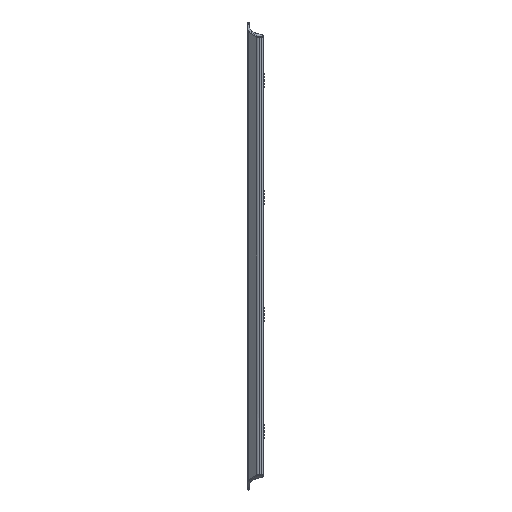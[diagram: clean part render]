
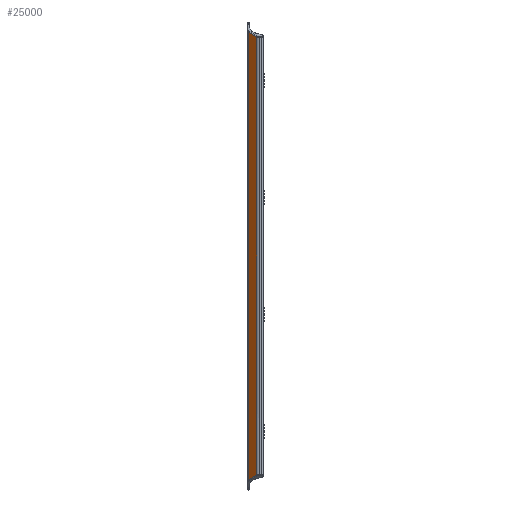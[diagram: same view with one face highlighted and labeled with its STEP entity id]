
A CAD part, left-side view. The second image highlights one B-rep face of the part: STEP entity #25000.
In plain terms, the highlighted planar face has unit normal (-0.707, 0.707, 0).
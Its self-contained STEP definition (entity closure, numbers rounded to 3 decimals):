
#3280=CARTESIAN_POINT('',(-21.121,44.263,
268.587));
#3290=VERTEX_POINT('',#3280);
#3320=CARTESIAN_POINT('',(-0.354,65.031,
280.577));
#3330=DIRECTION('',(0.655,0.655,
0.378));
#3340=VECTOR('',#3330,1.);
#3350=LINE('',#3320,#3340);
#3360=CARTESIAN_POINT('',(-14.763,50.621,
272.258));
#3370=VERTEX_POINT('',#3360);
#3380=EDGE_CURVE('',#3290,#3370,#3350,.T.);
#24360=CARTESIAN_POINT('',(-14.763,50.621,0.));
#24370=DIRECTION('',(0.,0.,1.));
#24380=VECTOR('',#24370,1.);
#24390=LINE('',#24360,#24380);
#24400=CARTESIAN_POINT('',(-14.763,50.621,
-72.258));
#24410=VERTEX_POINT('',#24400);
#24420=EDGE_CURVE('',#24410,#3370,#24390,.T.);
#24770=CARTESIAN_POINT('',(-22.,43.385,0.));
#24780=DIRECTION('',(-0.707,0.707,0.));
#24790=DIRECTION('',(0.707,0.707,0.));
#24800=AXIS2_PLACEMENT_3D('',#24770,#24780,#24790);
#24810=PLANE('',#24800);
#24820=ORIENTED_EDGE('',*,*,#24420,.F.);
#24830=ORIENTED_EDGE('',*,*,#3380,.T.);
#24840=CARTESIAN_POINT('',(-21.121,44.263,0.));
#24850=DIRECTION('',(0.,0.,1.));
#24860=VECTOR('',#24850,1.);
#24870=LINE('',#24840,#24860);
#24880=CARTESIAN_POINT('',(-21.121,44.263,
-68.587));
#24890=VERTEX_POINT('',#24880);
#24900=EDGE_CURVE('',#24890,#3290,#24870,.T.);
#24910=ORIENTED_EDGE('',*,*,#24900,.T.);
#24920=CARTESIAN_POINT('',(-0.354,65.031,
-80.577));
#24930=DIRECTION('',(-0.655,-0.655,
0.378));
#24940=VECTOR('',#24930,1.);
#24950=LINE('',#24920,#24940);
#24960=EDGE_CURVE('',#24410,#24890,#24950,.T.);
#24970=ORIENTED_EDGE('',*,*,#24960,.T.);
#24980=EDGE_LOOP('',(#24970,#24910,#24830,#24820));
#24990=FACE_OUTER_BOUND('',#24980,.T.);
#25000=ADVANCED_FACE('',(#24990),#24810,.T.);
